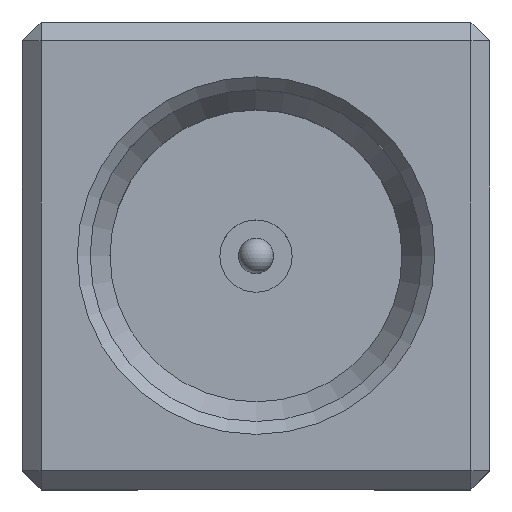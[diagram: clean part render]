
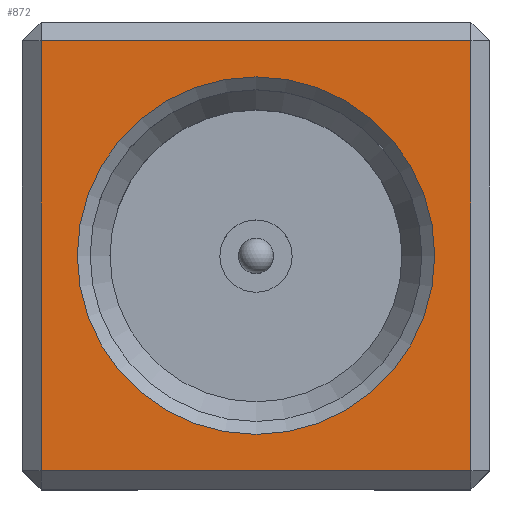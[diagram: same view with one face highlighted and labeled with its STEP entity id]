
A CAD part, top view. The second image highlights one B-rep face of the part: STEP entity #872.
In plain terms, the highlighted planar face has unit normal (0, 0, 1).
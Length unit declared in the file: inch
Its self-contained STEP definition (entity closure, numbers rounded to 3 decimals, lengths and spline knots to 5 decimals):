
#87 = LINE ( 'NONE', #737, #333 ) ;
#103 = EDGE_CURVE ( 'NONE', #1248, #1248, #610, .T. ) ;
#171 = CARTESIAN_POINT ( 'NONE',  ( 0., 0., 0. ) ) ;
#175 = VERTEX_POINT ( 'NONE', #1000 ) ;
#186 = EDGE_LOOP ( 'NONE', ( #741, #912, #289, #1154 ) ) ;
#190 = CARTESIAN_POINT ( 'NONE',  ( 0.092, -0.092, 0. ) ) ;
#214 = CARTESIAN_POINT ( 'NONE',  ( 0.1, -0.092, 0. ) ) ;
#226 = AXIS2_PLACEMENT_3D ( 'NONE', #171, #1062, #1074 ) ;
#283 = PLANE ( 'NONE',  #226 ) ;
#289 = ORIENTED_EDGE ( 'NONE', *, *, #830, .T. ) ;
#294 = ORIENTED_EDGE ( 'NONE', *, *, #103, .F. ) ;
#295 = FACE_OUTER_BOUND ( 'NONE', #186, .T. ) ;
#325 = EDGE_CURVE ( 'NONE', #973, #175, #675, .T. ) ;
#333 = VECTOR ( 'NONE', #935, 39.37008 ) ;
#341 = CARTESIAN_POINT ( 'NONE',  ( 0.0765, 0., 0. ) ) ;
#355 = FACE_BOUND ( 'NONE', #1005, .T. ) ;
#382 = CARTESIAN_POINT ( 'NONE',  ( 0.092, 0.092, 0. ) ) ;
#451 = VECTOR ( 'NONE', #1247, 39.37008 ) ;
#498 = AXIS2_PLACEMENT_3D ( 'NONE', #1110, #686, #996 ) ;
#517 = DIRECTION ( 'NONE',  ( 1., 0., 0. ) ) ;
#541 = LINE ( 'NONE', #552, #451 ) ;
#552 = CARTESIAN_POINT ( 'NONE',  ( -0.1, 0.092, 0. ) ) ;
#595 = VECTOR ( 'NONE', #517, 39.37008 ) ;
#610 = CIRCLE ( 'NONE', #498, 0.0765 ) ;
#649 = CARTESIAN_POINT ( 'NONE',  ( -0.092, -0.1, 0. ) ) ;
#660 = DIRECTION ( 'NONE',  ( 0., -1., 0. ) ) ;
#675 = LINE ( 'NONE', #649, #920 ) ;
#686 = DIRECTION ( 'NONE',  ( 0., 0., 1. ) ) ;
#737 = CARTESIAN_POINT ( 'NONE',  ( 0.092, 0.1, 0. ) ) ;
#741 = ORIENTED_EDGE ( 'NONE', *, *, #1107, .T. ) ;
#769 = EDGE_CURVE ( 'NONE', #1089, #1054, #87, .T. ) ;
#830 = EDGE_CURVE ( 'NONE', #1054, #973, #541, .T. ) ;
#859 = LINE ( 'NONE', #214, #595 ) ;
#872 = ADVANCED_FACE ( 'NONE', ( #295, #355 ), #283, .F. ) ;
#912 = ORIENTED_EDGE ( 'NONE', *, *, #769, .T. ) ;
#920 = VECTOR ( 'NONE', #660, 39.37008 ) ;
#935 = DIRECTION ( 'NONE',  ( 0., 1., 0. ) ) ;
#973 = VERTEX_POINT ( 'NONE', #1068 ) ;
#996 = DIRECTION ( 'NONE',  ( 1., 0., 0. ) ) ;
#1000 = CARTESIAN_POINT ( 'NONE',  ( -0.092, -0.092, 0. ) ) ;
#1005 = EDGE_LOOP ( 'NONE', ( #294 ) ) ;
#1054 = VERTEX_POINT ( 'NONE', #382 ) ;
#1062 = DIRECTION ( 'NONE',  ( 0., 0., -1. ) ) ;
#1068 = CARTESIAN_POINT ( 'NONE',  ( -0.092, 0.092, 0. ) ) ;
#1074 = DIRECTION ( 'NONE',  ( -1., 0., 0. ) ) ;
#1089 = VERTEX_POINT ( 'NONE', #190 ) ;
#1107 = EDGE_CURVE ( 'NONE', #175, #1089, #859, .T. ) ;
#1110 = CARTESIAN_POINT ( 'NONE',  ( 0., 0., 0. ) ) ;
#1154 = ORIENTED_EDGE ( 'NONE', *, *, #325, .T. ) ;
#1247 = DIRECTION ( 'NONE',  ( -1., 0., 0. ) ) ;
#1248 = VERTEX_POINT ( 'NONE', #341 ) ;
